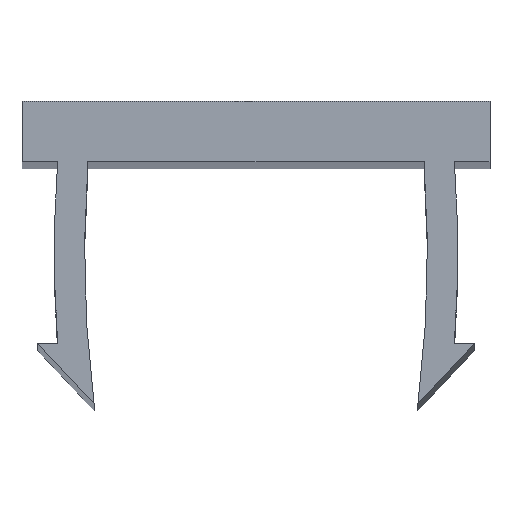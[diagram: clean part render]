
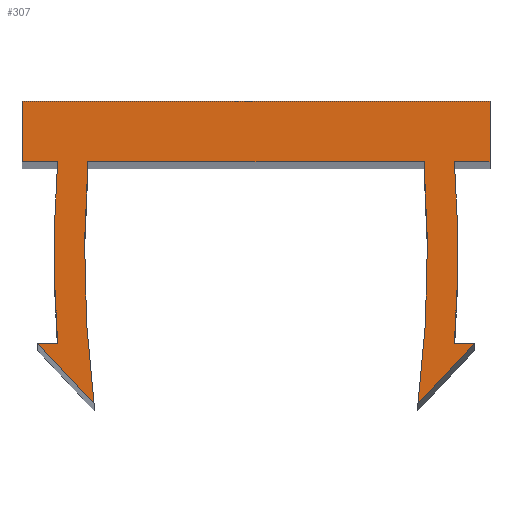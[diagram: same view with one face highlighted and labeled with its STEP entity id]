
A CAD part, top view. The second image highlights one B-rep face of the part: STEP entity #307.
In plain terms, the highlighted planar face has unit normal (0, 0, 1).
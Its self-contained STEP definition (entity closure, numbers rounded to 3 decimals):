
#15=CIRCLE('',#331,30.);
#17=CIRCLE('',#336,30.75);
#19=CIRCLE('',#344,30.75);
#21=CIRCLE('',#349,30.);
#41=FACE_OUTER_BOUND('',#57,.T.);
#57=EDGE_LOOP('',(#253,#254,#255,#256,#257,#258,#259,#260,#261,#262,#263,
#264,#265,#266));
#59=LINE('',#441,#93);
#64=LINE('',#455,#98);
#67=LINE('',#461,#101);
#71=LINE('',#473,#105);
#74=LINE('',#479,#108);
#77=LINE('',#485,#111);
#80=LINE('',#491,#114);
#83=LINE('',#497,#117);
#87=LINE('',#509,#121);
#90=LINE('',#515,#124);
#93=VECTOR('',#357,10.);
#98=VECTOR('',#370,10.);
#101=VECTOR('',#375,10.);
#105=VECTOR('',#387,10.);
#108=VECTOR('',#392,10.);
#111=VECTOR('',#397,10.);
#114=VECTOR('',#402,10.);
#117=VECTOR('',#407,10.);
#121=VECTOR('',#419,10.);
#124=VECTOR('',#424,10.);
#127=VERTEX_POINT('',#439);
#128=VERTEX_POINT('',#440);
#131=VERTEX_POINT('',#448);
#133=VERTEX_POINT('',#454);
#135=VERTEX_POINT('',#460);
#137=VERTEX_POINT('',#466);
#139=VERTEX_POINT('',#472);
#141=VERTEX_POINT('',#478);
#143=VERTEX_POINT('',#484);
#145=VERTEX_POINT('',#490);
#147=VERTEX_POINT('',#496);
#149=VERTEX_POINT('',#502);
#151=VERTEX_POINT('',#508);
#153=VERTEX_POINT('',#514);
#155=EDGE_CURVE('',#127,#128,#59,.T.);
#159=EDGE_CURVE('',#128,#131,#15,.T.);
#162=EDGE_CURVE('',#131,#133,#64,.T.);
#165=EDGE_CURVE('',#133,#135,#67,.T.);
#168=EDGE_CURVE('',#135,#137,#17,.T.);
#171=EDGE_CURVE('',#137,#139,#71,.T.);
#174=EDGE_CURVE('',#139,#141,#74,.T.);
#177=EDGE_CURVE('',#141,#143,#77,.T.);
#180=EDGE_CURVE('',#143,#145,#80,.T.);
#183=EDGE_CURVE('',#145,#147,#83,.T.);
#186=EDGE_CURVE('',#147,#149,#19,.T.);
#189=EDGE_CURVE('',#149,#151,#87,.T.);
#192=EDGE_CURVE('',#151,#153,#90,.T.);
#195=EDGE_CURVE('',#153,#127,#21,.T.);
#253=ORIENTED_EDGE('',*,*,#177,.F.);
#254=ORIENTED_EDGE('',*,*,#174,.F.);
#255=ORIENTED_EDGE('',*,*,#171,.F.);
#256=ORIENTED_EDGE('',*,*,#168,.F.);
#257=ORIENTED_EDGE('',*,*,#165,.F.);
#258=ORIENTED_EDGE('',*,*,#162,.F.);
#259=ORIENTED_EDGE('',*,*,#159,.F.);
#260=ORIENTED_EDGE('',*,*,#155,.F.);
#261=ORIENTED_EDGE('',*,*,#195,.F.);
#262=ORIENTED_EDGE('',*,*,#192,.F.);
#263=ORIENTED_EDGE('',*,*,#189,.F.);
#264=ORIENTED_EDGE('',*,*,#186,.F.);
#265=ORIENTED_EDGE('',*,*,#183,.F.);
#266=ORIENTED_EDGE('',*,*,#180,.F.);
#291=PLANE('',#351);
#307=ADVANCED_FACE('',(#41),#291,.T.);
#331=AXIS2_PLACEMENT_3D('',#449,#363,#364);
#336=AXIS2_PLACEMENT_3D('',#467,#380,#381);
#344=AXIS2_PLACEMENT_3D('',#503,#412,#413);
#349=AXIS2_PLACEMENT_3D('',#520,#429,#430);
#351=AXIS2_PLACEMENT_3D('',#522,#433,#434);
#357=DIRECTION('',(-1.,0.,0.));
#363=DIRECTION('center_axis',(0.,0.,1.));
#364=DIRECTION('ref_axis',(-0.997,0.075,0.));
#370=DIRECTION('',(-0.683,0.73,0.));
#375=DIRECTION('',(1.,0.,0.));
#380=DIRECTION('center_axis',(0.,0.,-1.));
#381=DIRECTION('ref_axis',(0.997,-0.073,0.));
#387=DIRECTION('',(-1.,0.,0.));
#392=DIRECTION('',(0.,1.,0.));
#397=DIRECTION('',(1.,0.,0.));
#402=DIRECTION('',(0.,-1.,0.));
#407=DIRECTION('',(-1.,0.,0.));
#412=DIRECTION('center_axis',(0.,0.,-1.));
#413=DIRECTION('ref_axis',(-0.997,0.073,0.));
#419=DIRECTION('',(1.,0.,0.));
#424=DIRECTION('',(-0.683,-0.73,0.));
#429=DIRECTION('center_axis',(0.,0.,1.));
#430=DIRECTION('ref_axis',(0.992,-0.125,0.));
#433=DIRECTION('center_axis',(0.,0.,1.));
#434=DIRECTION('ref_axis',(1.,0.,0.));
#439=CARTESIAN_POINT('',(4.166,-1.5,100.));
#440=CARTESIAN_POINT('',(-4.166,-1.5,100.));
#441=CARTESIAN_POINT('',(2.083,-1.5,100.));
#448=CARTESIAN_POINT('',(-4.015,-7.5,100.));
#449=CARTESIAN_POINT('Origin',(25.75,-3.75,100.));
#454=CARTESIAN_POINT('',(-5.418,-6.,100.));
#455=CARTESIAN_POINT('',(-4.014,-7.501,100.));
#460=CARTESIAN_POINT('',(-4.918,-6.,100.));
#461=CARTESIAN_POINT('',(-2.709,-6.,100.));
#466=CARTESIAN_POINT('',(-4.918,-1.5,100.));
#467=CARTESIAN_POINT('Origin',(25.75,-3.75,100.));
#472=CARTESIAN_POINT('',(-5.8,-1.5,100.));
#473=CARTESIAN_POINT('',(-2.459,-1.5,100.));
#478=CARTESIAN_POINT('',(-5.8,0.,100.));
#479=CARTESIAN_POINT('',(-5.8,-2.625,100.));
#484=CARTESIAN_POINT('',(5.8,0.,100.));
#485=CARTESIAN_POINT('',(-2.9,0.,100.));
#490=CARTESIAN_POINT('',(5.8,-1.5,100.));
#491=CARTESIAN_POINT('',(5.8,-1.875,100.));
#496=CARTESIAN_POINT('',(4.918,-1.5,100.));
#497=CARTESIAN_POINT('',(2.9,-1.5,100.));
#502=CARTESIAN_POINT('',(4.918,-6.,100.));
#503=CARTESIAN_POINT('Origin',(-25.75,-3.75,100.));
#508=CARTESIAN_POINT('',(5.418,-6.,100.));
#509=CARTESIAN_POINT('',(2.459,-6.,100.));
#514=CARTESIAN_POINT('',(4.015,-7.5,100.));
#515=CARTESIAN_POINT('',(4.715,-6.751,100.));
#520=CARTESIAN_POINT('Origin',(-25.75,-3.75,100.));
#522=CARTESIAN_POINT('Origin',(0.,-3.75,100.));
